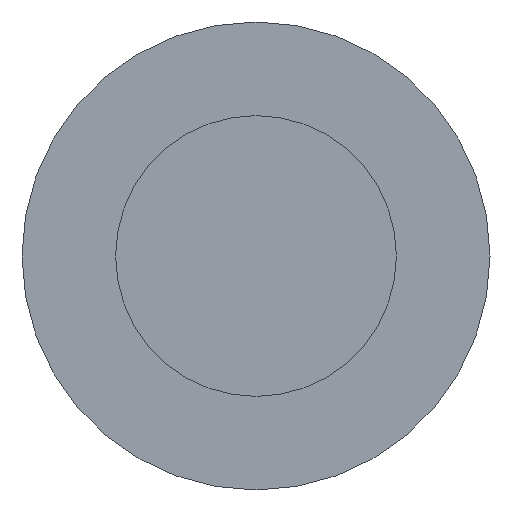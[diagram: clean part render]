
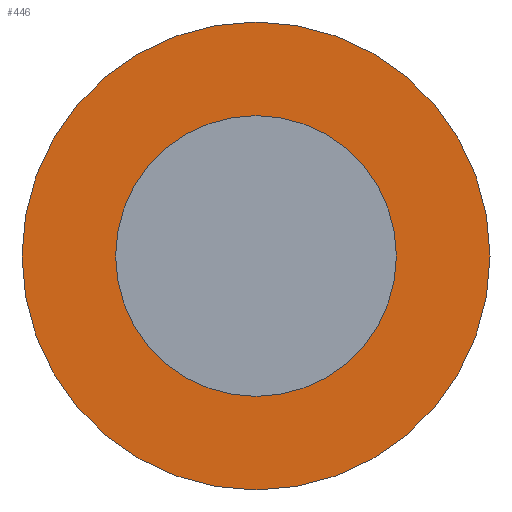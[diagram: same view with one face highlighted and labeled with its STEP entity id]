
A CAD part, left-side view. The second image highlights one B-rep face of the part: STEP entity #446.
In plain terms, the highlighted planar face has unit normal (-1, 0, 0).
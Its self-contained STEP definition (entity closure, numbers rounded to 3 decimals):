
#13 = ORIENTED_EDGE ( 'NONE', *, *, #288, .F. ) ;
#79 = DIRECTION ( 'NONE',  ( 0., -1., 0. ) ) ;
#82 = CARTESIAN_POINT ( 'NONE',  ( 5.8, 0., 0. ) ) ;
#85 = PLANE ( 'NONE',  #453 ) ;
#122 = EDGE_CURVE ( 'NONE', #391, #476, #341, .T. ) ;
#124 = ORIENTED_EDGE ( 'NONE', *, *, #544, .T. ) ;
#128 = VERTEX_POINT ( 'NONE', #615 ) ;
#130 = ORIENTED_EDGE ( 'NONE', *, *, #122, .F. ) ;
#147 = CARTESIAN_POINT ( 'NONE',  ( 5.8, -3., 0. ) ) ;
#153 = CARTESIAN_POINT ( 'NONE',  ( 5.8, 5., 0. ) ) ;
#207 = DIRECTION ( 'NONE',  ( 0., -1., 0. ) ) ;
#256 = DIRECTION ( 'NONE',  ( 0., 1., 0. ) ) ;
#266 = AXIS2_PLACEMENT_3D ( 'NONE', #698, #332, #390 ) ;
#288 = EDGE_CURVE ( 'NONE', #476, #391, #469, .T. ) ;
#316 = VERTEX_POINT ( 'NONE', #582 ) ;
#322 = DIRECTION ( 'NONE',  ( -1., 0., 0. ) ) ;
#332 = DIRECTION ( 'NONE',  ( -1., 0., 0. ) ) ;
#335 = DIRECTION ( 'NONE',  ( -1., 0., 0. ) ) ;
#341 = CIRCLE ( 'NONE', #697, 3. ) ;
#343 = EDGE_LOOP ( 'NONE', ( #434, #124 ) ) ;
#390 = DIRECTION ( 'NONE',  ( 0., -1., 0. ) ) ;
#391 = VERTEX_POINT ( 'NONE', #723 ) ;
#392 = EDGE_CURVE ( 'NONE', #128, #316, #712, .T. ) ;
#434 = ORIENTED_EDGE ( 'NONE', *, *, #392, .T. ) ;
#440 = AXIS2_PLACEMENT_3D ( 'NONE', #82, #479, #79 ) ;
#446 = ADVANCED_FACE ( 'NONE', ( #518, #614 ), #85, .F. ) ;
#453 = AXIS2_PLACEMENT_3D ( 'NONE', #153, #730, #256 ) ;
#469 = CIRCLE ( 'NONE', #645, 3. ) ;
#476 = VERTEX_POINT ( 'NONE', #147 ) ;
#479 = DIRECTION ( 'NONE',  ( -1., 0., 0. ) ) ;
#510 = CARTESIAN_POINT ( 'NONE',  ( 5.8, 0., 0. ) ) ;
#518 = FACE_BOUND ( 'NONE', #597, .T. ) ;
#544 = EDGE_CURVE ( 'NONE', #316, #128, #596, .T. ) ;
#577 = DIRECTION ( 'NONE',  ( 0., -1., 0. ) ) ;
#582 = CARTESIAN_POINT ( 'NONE',  ( 5.8, 5., 0. ) ) ;
#596 = CIRCLE ( 'NONE', #266, 5. ) ;
#597 = EDGE_LOOP ( 'NONE', ( #13, #130 ) ) ;
#614 = FACE_OUTER_BOUND ( 'NONE', #343, .T. ) ;
#615 = CARTESIAN_POINT ( 'NONE',  ( 5.8, -5., 0. ) ) ;
#645 = AXIS2_PLACEMENT_3D ( 'NONE', #510, #335, #577 ) ;
#679 = CARTESIAN_POINT ( 'NONE',  ( 5.8, 0., 0. ) ) ;
#697 = AXIS2_PLACEMENT_3D ( 'NONE', #679, #322, #207 ) ;
#698 = CARTESIAN_POINT ( 'NONE',  ( 5.8, 0., 0. ) ) ;
#712 = CIRCLE ( 'NONE', #440, 5. ) ;
#723 = CARTESIAN_POINT ( 'NONE',  ( 5.8, 3., 0. ) ) ;
#730 = DIRECTION ( 'NONE',  ( 1., 0., 0. ) ) ;
